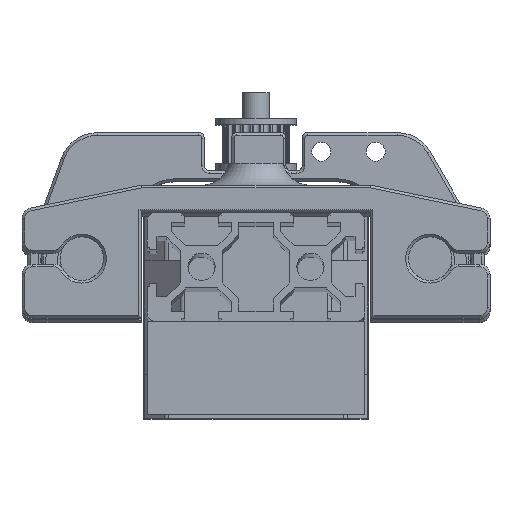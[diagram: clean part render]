
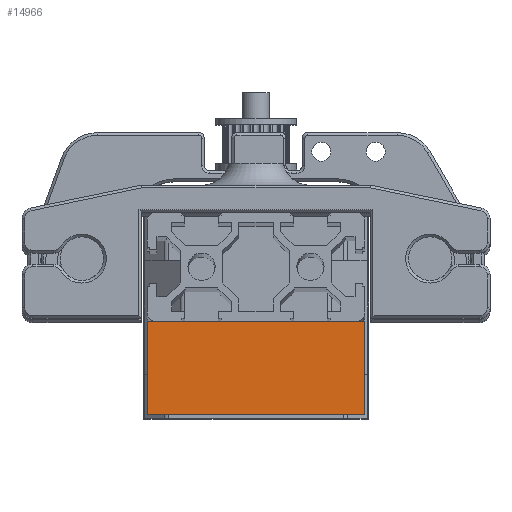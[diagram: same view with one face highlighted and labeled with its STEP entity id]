
A CAD part, top view. The second image highlights one B-rep face of the part: STEP entity #14966.
In plain terms, the highlighted planar face has unit normal (0, 0, 1).
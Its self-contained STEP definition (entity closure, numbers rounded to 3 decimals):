
#502=PLANE('',#16273);
#1224=FACE_OUTER_BOUND('',#2087,.T.);
#2087=EDGE_LOOP('',(#12604,#12605,#12606,#12607));
#4200=LINE('',#48043,#5485);
#4202=LINE('',#48047,#5487);
#4203=LINE('',#48049,#5488);
#4204=LINE('',#48050,#5489);
#5485=VECTOR('',#19345,10.);
#5487=VECTOR('',#19349,10.);
#5488=VECTOR('',#19350,10.);
#5489=VECTOR('',#19351,10.);
#7010=VERTEX_POINT('',#48040);
#7011=VERTEX_POINT('',#48042);
#7012=VERTEX_POINT('',#48046);
#7013=VERTEX_POINT('',#48048);
#8920=EDGE_CURVE('',#7010,#7011,#4200,.T.);
#8922=EDGE_CURVE('',#7012,#7010,#4202,.T.);
#8923=EDGE_CURVE('',#7013,#7012,#4203,.T.);
#8924=EDGE_CURVE('',#7011,#7013,#4204,.T.);
#12604=ORIENTED_EDGE('',*,*,#8922,.F.);
#12605=ORIENTED_EDGE('',*,*,#8923,.F.);
#12606=ORIENTED_EDGE('',*,*,#8924,.F.);
#12607=ORIENTED_EDGE('',*,*,#8920,.F.);
#14966=ADVANCED_FACE('',(#1224),#502,.T.);
#16273=AXIS2_PLACEMENT_3D('',#48045,#19347,#19348);
#19345=DIRECTION('',(0.,1.,0.));
#19347=DIRECTION('center_axis',(0.,0.,1.));
#19348=DIRECTION('ref_axis',(0.,-1.,0.));
#19349=DIRECTION('',(-1.,0.,0.));
#19350=DIRECTION('',(0.,-1.,0.));
#19351=DIRECTION('',(1.,0.,0.));
#48040=CARTESIAN_POINT('',(-20.,-37.2,430.75));
#48042=CARTESIAN_POINT('',(-20.,-20.,430.75));
#48043=CARTESIAN_POINT('',(-20.,-37.2,430.75));
#48045=CARTESIAN_POINT('Origin',(0.,-20.,430.75));
#48046=CARTESIAN_POINT('',(20.,-37.2,430.75));
#48047=CARTESIAN_POINT('',(0.,-37.2,430.75));
#48048=CARTESIAN_POINT('',(20.,-20.,430.75));
#48049=CARTESIAN_POINT('',(20.,-37.2,430.75));
#48050=CARTESIAN_POINT('',(0.,-20.,430.75));
